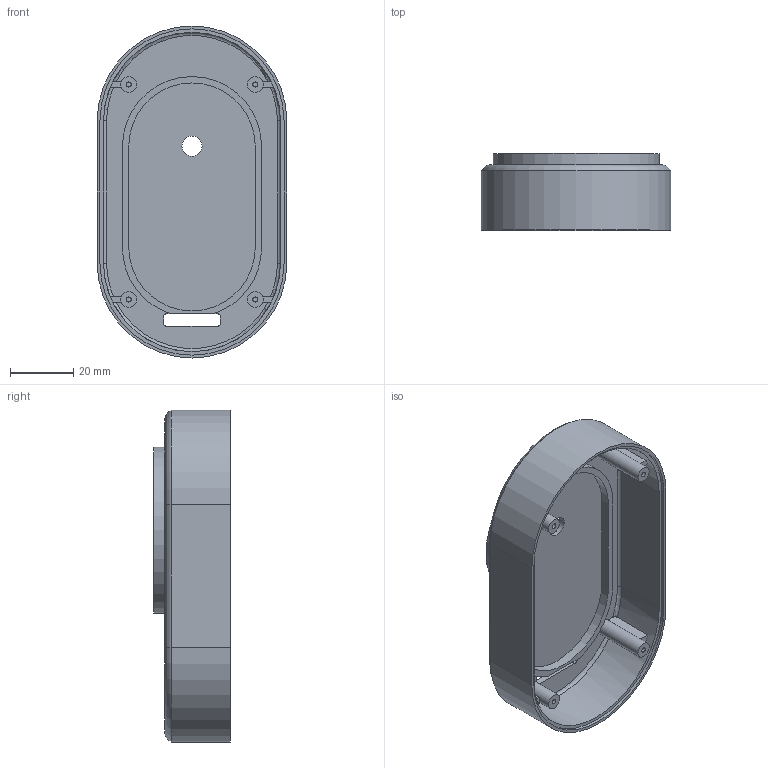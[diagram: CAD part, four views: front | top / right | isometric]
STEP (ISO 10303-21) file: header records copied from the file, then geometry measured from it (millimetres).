
FILE_DESCRIPTION(/* description */ (''),/* implementation_level */ '2;1');
FILE_NAME(/* name */ 'part02.step',/* time_stamp */ '2018-01-15T18:43:34+09:00',/* author */ (''),/* organization */ (''),/* preprocessor_version */ 'ST-DEVELOPER v16.13',/* originating_system */ 'Autodesk Translation Framework v6.5.0.72',/* authorisation */ '');
FILE_SCHEMA (('AUTOMOTIVE_DESIGN { 1 0 10303 214 3 1 1 }'));
Length unit declared in the file: millimetre
Products named in the file (1): Fusion コンポーネント
Bounding box: 60 x 24.2 x 105 mm (x, y, z)
Volume: 24174.8 mm3; surface area: 25271.6 mm2
Topology: 1 solids, 1 shells, 81 faces, 203 edges, 134 vertices
Faces by surface type: plane 43, cylinder 30, torus 8
Full cylindrical faces by diameter (mm): 1.6 x4, 5 x4, 6.4 x1, 48.5 x1, 52.5 x1
Entity records: 2555 total; most frequent: CARTESIAN_POINT 491, DIRECTION 445, ORIENTED_EDGE 406, EDGE_CURVE 203, AXIS2_PLACEMENT_3D 168, VERTEX_POINT 134, LINE 109, VECTOR 109
